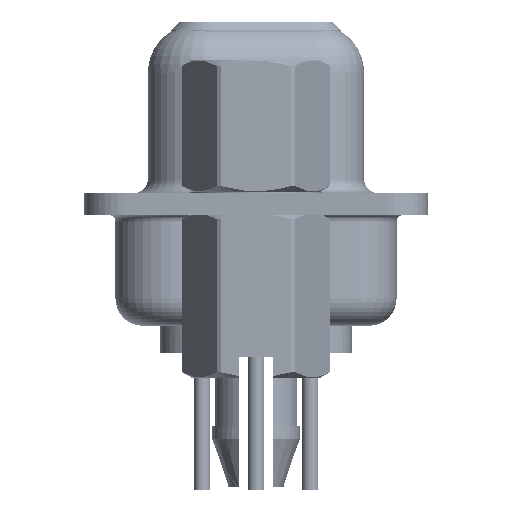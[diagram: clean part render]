
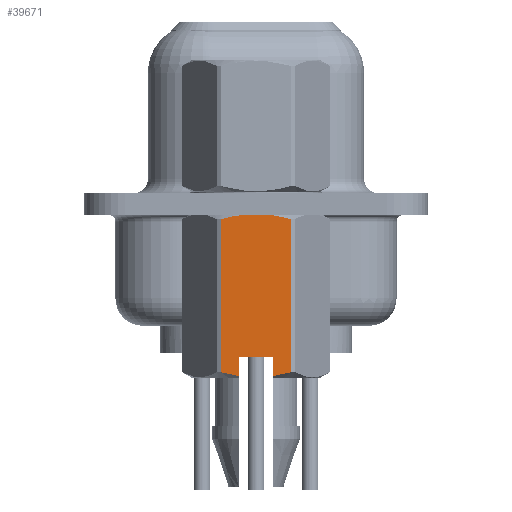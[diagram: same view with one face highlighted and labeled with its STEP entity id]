
A CAD part, left-side view. The second image highlights one B-rep face of the part: STEP entity #39671.
In plain terms, the highlighted planar face has unit normal (-1, 0, 0).
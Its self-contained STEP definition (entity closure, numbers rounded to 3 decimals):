
#804 = DIRECTION ( 'NONE',  ( 0., 0., 1. ) ) ;
#1581 = CARTESIAN_POINT ( 'NONE',  ( -2.381, 0.845, -6.253 ) ) ;
#2968 = EDGE_CURVE ( 'NONE', #53028, #46409, #41173, .T. ) ;
#3537 = EDGE_CURVE ( 'NONE', #41359, #53028, #25709, .T. ) ;
#3620 = EDGE_CURVE ( 'NONE', #15394, #21655, #34638, .T. ) ;
#5199 = VERTEX_POINT ( 'NONE', #51132 ) ;
#5211 = CARTESIAN_POINT ( 'NONE',  ( -2.381, -1.065, -0.496 ) ) ;
#5484 = ORIENTED_EDGE ( 'NONE', *, *, #37061, .T. ) ;
#5486 = CARTESIAN_POINT ( 'NONE',  ( -2.381, 1.273, -0.552 ) ) ;
#5592 = CARTESIAN_POINT ( 'NONE',  ( -2.381, -1.06, -6.206 ) ) ;
#5663 = CARTESIAN_POINT ( 'NONE',  ( -2.381, 1.273, -6.148 ) ) ;
#5752 = B_SPLINE_CURVE_WITH_KNOTS ( 'NONE', 3,
 ( #46621, #46898, #13879, #21420, #26316, #5486 ),
 .UNSPECIFIED., .F., .F.,
 ( 4, 2, 4 ),
 ( 0.004, 0.004, 0.005 ),
 .UNSPECIFIED. ) ;
#5948 = CARTESIAN_POINT ( 'NONE',  ( -2.381, -0.625, -5.6 ) ) ;
#6719 = CARTESIAN_POINT ( 'NONE',  ( -2.381, 0.625, -5.6 ) ) ;
#6738 = ORIENTED_EDGE ( 'NONE', *, *, #2968, .T. ) ;
#10528 = LINE ( 'NONE', #6719, #29747 ) ;
#10884 = EDGE_CURVE ( 'NONE', #5199, #27413, #47431, .T. ) ;
#11567 = ORIENTED_EDGE ( 'NONE', *, *, #3620, .F. ) ;
#13463 = ORIENTED_EDGE ( 'NONE', *, *, #19099, .T. ) ;
#13712 = CARTESIAN_POINT ( 'NONE',  ( -2.381, -0.625, -6.285 ) ) ;
#13879 = CARTESIAN_POINT ( 'NONE',  ( -2.381, 0.432, -0.385 ) ) ;
#15394 = VERTEX_POINT ( 'NONE', #51648 ) ;
#15995 = DIRECTION ( 'NONE',  ( 0., 0., -1. ) ) ;
#16778 = CARTESIAN_POINT ( 'NONE',  ( -2.381, 1.273, 0.581 ) ) ;
#17097 = CARTESIAN_POINT ( 'NONE',  ( -2.381, -0.428, -0.385 ) ) ;
#17672 = CARTESIAN_POINT ( 'NONE',  ( -2.381, 0.625, -5.6 ) ) ;
#17751 = CARTESIAN_POINT ( 'NONE',  ( -2.381, -0.842, -6.254 ) ) ;
#18129 = VECTOR ( 'NONE', #51142, 1000. ) ;
#19099 = EDGE_CURVE ( 'NONE', #15394, #27324, #38459, .T. ) ;
#19418 = DIRECTION ( 'NONE',  ( 0., 0., -1. ) ) ;
#20280 = ORIENTED_EDGE ( 'NONE', *, *, #3537, .T. ) ;
#20840 = B_SPLINE_CURVE_WITH_KNOTS ( 'NONE', 3,
 ( #13712, #17751, #5592, #36143 ),
 .UNSPECIFIED., .F., .F.,
 ( 4, 4 ),
 ( 0.003, 0.004 ),
 .UNSPECIFIED. ) ;
#21081 = VECTOR ( 'NONE', #42513, 1000. ) ;
#21420 = CARTESIAN_POINT ( 'NONE',  ( -2.381, 0.858, -0.45 ) ) ;
#21655 = VERTEX_POINT ( 'NONE', #17672 ) ;
#22151 = CARTESIAN_POINT ( 'NONE',  ( -2.381, 1.06, -6.206 ) ) ;
#23283 = CARTESIAN_POINT ( 'NONE',  ( -2.381, -0.625, -6.285 ) ) ;
#24620 = CARTESIAN_POINT ( 'NONE',  ( -2.381, 0.625, -6.285 ) ) ;
#25709 = LINE ( 'NONE', #37901, #43227 ) ;
#26101 = EDGE_CURVE ( 'NONE', #46409, #39581, #5752, .T. ) ;
#26316 = CARTESIAN_POINT ( 'NONE',  ( -2.381, 1.066, -0.496 ) ) ;
#26317 = CARTESIAN_POINT ( 'NONE',  ( -2.381, -1.273, -0.552 ) ) ;
#26730 = DIRECTION ( 'NONE',  ( 0., 0., 1. ) ) ;
#27324 = VERTEX_POINT ( 'NONE', #23283 ) ;
#27413 = VERTEX_POINT ( 'NONE', #24620 ) ;
#27735 = EDGE_CURVE ( 'NONE', #21655, #27413, #10528, .T. ) ;
#27976 = CARTESIAN_POINT ( 'NONE',  ( -2.381, 0., -0.368 ) ) ;
#28449 = VECTOR ( 'NONE', #15995, 1000. ) ;
#29747 = VECTOR ( 'NONE', #19418, 1000. ) ;
#31058 = CARTESIAN_POINT ( 'NONE',  ( -2.381, 1.273, -0.552 ) ) ;
#31858 = PLANE ( 'NONE',  #45152 ) ;
#33360 = CARTESIAN_POINT ( 'NONE',  ( -2.381, -0.853, -0.449 ) ) ;
#34638 = LINE ( 'NONE', #5948, #18129 ) ;
#34859 = CARTESIAN_POINT ( 'NONE',  ( -2.381, -1.375, -0.35 ) ) ;
#35043 = ORIENTED_EDGE ( 'NONE', *, *, #51704, .T. ) ;
#35315 = ORIENTED_EDGE ( 'NONE', *, *, #10884, .T. ) ;
#36143 = CARTESIAN_POINT ( 'NONE',  ( -2.381, -1.273, -6.148 ) ) ;
#36586 = LINE ( 'NONE', #16778, #28449 ) ;
#37061 = EDGE_CURVE ( 'NONE', #39581, #5199, #36586, .T. ) ;
#37901 = CARTESIAN_POINT ( 'NONE',  ( -2.381, -1.273, 0.581 ) ) ;
#38181 = CARTESIAN_POINT ( 'NONE',  ( -2.381, -0.625, -5.6 ) ) ;
#38459 = LINE ( 'NONE', #38181, #21081 ) ;
#39581 = VERTEX_POINT ( 'NONE', #31058 ) ;
#39671 = ADVANCED_FACE ( 'NONE', ( #44054 ), #31858, .T. ) ;
#40368 = CARTESIAN_POINT ( 'NONE',  ( -2.381, -1.273, -0.552 ) ) ;
#41173 = B_SPLINE_CURVE_WITH_KNOTS ( 'NONE', 3,
 ( #26317, #5211, #33360, #17097, #46622, #50136 ),
 .UNSPECIFIED., .F., .F.,
 ( 4, 2, 4 ),
 ( 0.003, 0.003, 0.004 ),
 .UNSPECIFIED. ) ;
#41359 = VERTEX_POINT ( 'NONE', #51900 ) ;
#42513 = DIRECTION ( 'NONE',  ( 0., 0., -1. ) ) ;
#43227 = VECTOR ( 'NONE', #804, 1000. ) ;
#44054 = FACE_OUTER_BOUND ( 'NONE', #52573, .T. ) ;
#45152 = AXIS2_PLACEMENT_3D ( 'NONE', #34859, #51351, #26730 ) ;
#46409 = VERTEX_POINT ( 'NONE', #27976 ) ;
#46621 = CARTESIAN_POINT ( 'NONE',  ( -2.381, 0., -0.368 ) ) ;
#46622 = CARTESIAN_POINT ( 'NONE',  ( -2.381, -0.215, -0.368 ) ) ;
#46898 = CARTESIAN_POINT ( 'NONE',  ( -2.381, 0.215, -0.368 ) ) ;
#47079 = CARTESIAN_POINT ( 'NONE',  ( -2.381, 0.625, -6.285 ) ) ;
#47431 = B_SPLINE_CURVE_WITH_KNOTS ( 'NONE', 3,
 ( #5663, #22151, #1581, #47079 ),
 .UNSPECIFIED., .F., .F.,
 ( 4, 4 ),
 ( 0.001, 0.002 ),
 .UNSPECIFIED. ) ;
#49391 = ORIENTED_EDGE ( 'NONE', *, *, #27735, .F. ) ;
#50136 = CARTESIAN_POINT ( 'NONE',  ( -2.381, 0., -0.368 ) ) ;
#50632 = ORIENTED_EDGE ( 'NONE', *, *, #26101, .T. ) ;
#51132 = CARTESIAN_POINT ( 'NONE',  ( -2.381, 1.273, -6.148 ) ) ;
#51142 = DIRECTION ( 'NONE',  ( 0., 1., 0. ) ) ;
#51351 = DIRECTION ( 'NONE',  ( -1., 0., 0. ) ) ;
#51648 = CARTESIAN_POINT ( 'NONE',  ( -2.381, -0.625, -5.6 ) ) ;
#51704 = EDGE_CURVE ( 'NONE', #27324, #41359, #20840, .T. ) ;
#51900 = CARTESIAN_POINT ( 'NONE',  ( -2.381, -1.273, -6.148 ) ) ;
#52573 = EDGE_LOOP ( 'NONE', ( #49391, #11567, #13463, #35043, #20280, #6738, #50632, #5484, #35315 ) ) ;
#53028 = VERTEX_POINT ( 'NONE', #40368 ) ;
